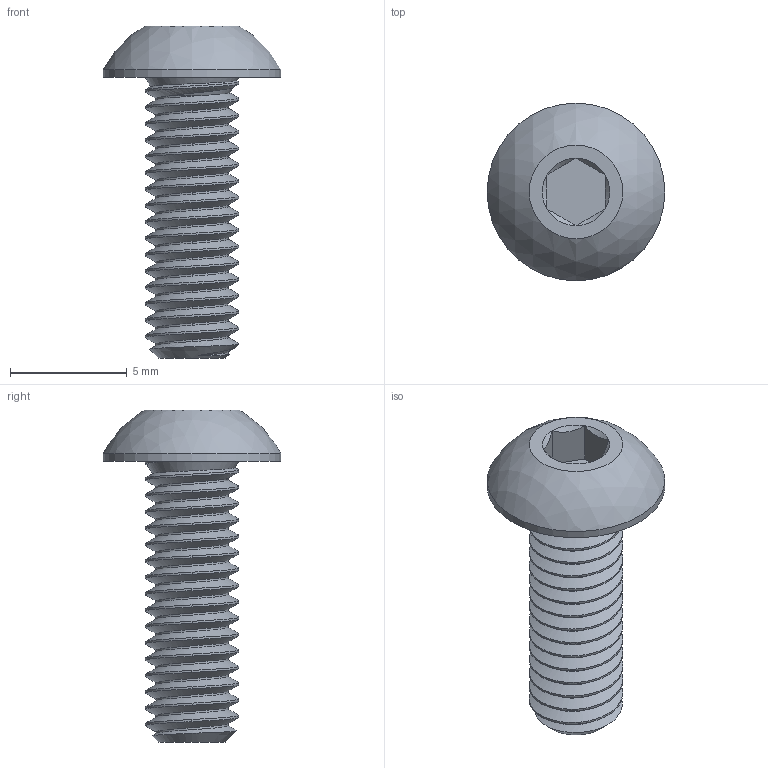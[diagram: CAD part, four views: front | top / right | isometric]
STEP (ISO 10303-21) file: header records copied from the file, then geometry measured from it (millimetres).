
FILE_DESCRIPTION(/* description */ ('STEP AP203'),/* implementation_level */ '2;1');
FILE_NAME(/* name */ '91239A148_M4-12mm-Button Head Hex Drive Screw.step',/* time_stamp */ '2026-01-24T03:25:26-05:00',/* author */ (''),/* organization */ (''),/* preprocessor_version */ 'ST-DEVELOPER v20.1',/* originating_system */ 'Autodesk Translation Framework v14.21.0.0',/* authorisation */ '');
FILE_SCHEMA (('AUTOMOTIVE_DESIGN { 1 0 10303 214 3 1 1 }'));
Length unit declared in the file: millimetre
Products named in the file (1): 2026-01-24-07-38-49-590
Bounding box: 7.6 x 7.6 x 14.2 mm (x, y, z)
Volume: 182.4 mm3; surface area: 354.3 mm2
Topology: 1 solids, 1 shells, 58 faces, 146 edges, 93 vertices
Faces by surface type: cylinder 35, cone 10, plane 10, bspline 2, sphere 1
Full cylindrical faces by diameter (mm): 3.091 x15, 4 x15, 7.6 x1
Entity records: 4109 total; most frequent: CARTESIAN_POINT 2880, ORIENTED_EDGE 292, DIRECTION 196, EDGE_CURVE 146, VERTEX_POINT 93, AXIS2_PLACEMENT_3D 74, EDGE_LOOP 61, FACE_OUTER_BOUND 58
